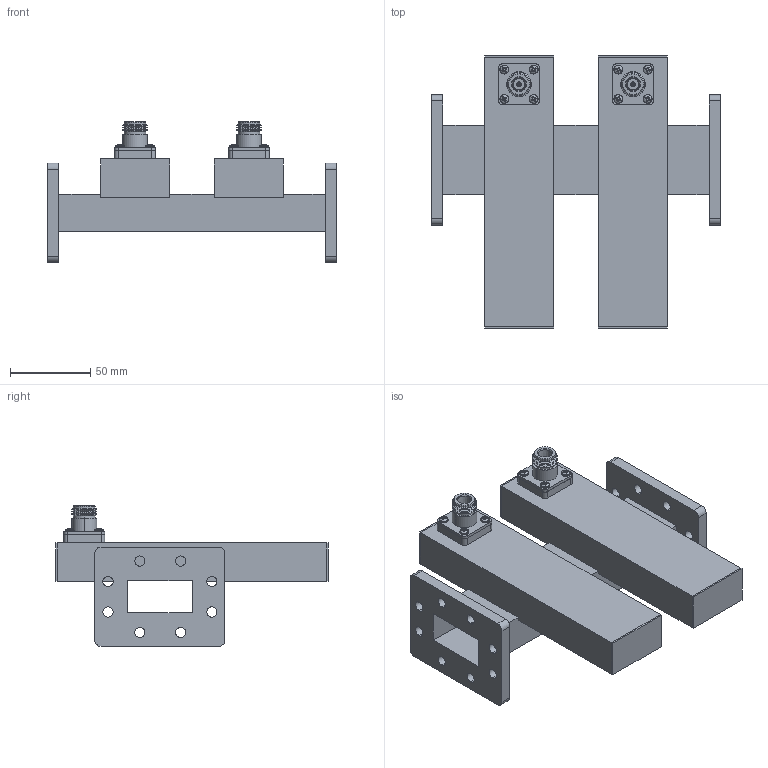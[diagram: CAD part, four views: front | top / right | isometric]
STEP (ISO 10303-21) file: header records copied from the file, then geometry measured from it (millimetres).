
FILE_DESCRIPTION (( 'STEP AP214' ), '1' );
FILE_NAME ('FMWCP1090N-30_3D.step', '2025-03-13T16:37:22', ( '' ), ( '' ), 'SwSTEP 2.0', 'SolidWorks 2022', '' );
FILE_SCHEMA (( 'AUTOMOTIVE_DESIGN' ));
Length unit declared in the file: inch
Products named in the file (4): PEWCP1090N-30; FMWCP1090N-30_3D; ANF-4000_1; 1AJ02-041
Assembly tree (11 placements, depth 2):
  FMWCP1090N-30_3D
    PEWCP1090N-30
    ANF-4000_1  x2
    1AJ02-041  x8
Bounding box: 180 x 170 x 87.74 mm (x, y, z)
Volume: 443217.1 mm3; surface area: 116136.1 mm2
Topology: 11 solids, 11 shells, 1328 faces, 3668 edges, 2392 vertices
Faces by surface type: cylinder 846, plane 250, cone 156, torus 36, bspline 24, sphere 16
Entity records: 13546 total; most frequent: CARTESIAN_POINT 3835, ORIENTED_EDGE 1814, DIRECTION 1731, EDGE_CURVE 907, AXIS2_PLACEMENT_3D 653, VERTEX_POINT 583, VECTOR 425, LINE 425
